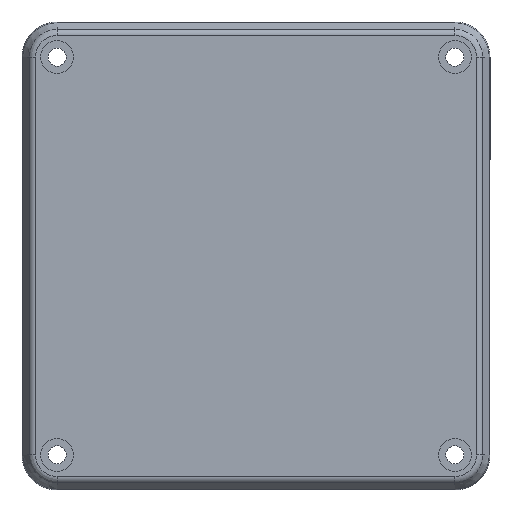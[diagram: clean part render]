
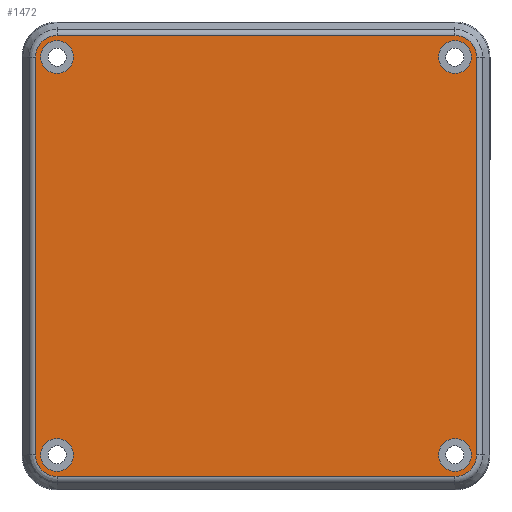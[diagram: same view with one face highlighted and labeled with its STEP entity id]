
A CAD part, front view. The second image highlights one B-rep face of the part: STEP entity #1472.
In plain terms, the highlighted planar face has unit normal (0, -1, 0).
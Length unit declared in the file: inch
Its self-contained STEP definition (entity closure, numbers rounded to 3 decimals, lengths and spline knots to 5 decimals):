
#97 = CARTESIAN_POINT ( 'NONE',  ( 2.125, -0.625, 1.95 ) ) ;
#162 = AXIS2_PLACEMENT_3D ( 'NONE', #3053, #2492, #3613 ) ;
#266 = DIRECTION ( 'NONE',  ( 0., 0., 1. ) ) ;
#285 = CARTESIAN_POINT ( 'NONE',  ( 2.125, -0.625, -2.125 ) ) ;
#289 = EDGE_CURVE ( 'NONE', #5841, #5901, #570, .T. ) ;
#452 = DIRECTION ( 'NONE',  ( 0., 0., -1. ) ) ;
#514 = PLANE ( 'NONE',  #5038 ) ;
#529 = EDGE_LOOP ( 'NONE', ( #2562 ) ) ;
#570 = LINE ( 'NONE', #3796, #6714 ) ;
#587 = CARTESIAN_POINT ( 'NONE',  ( 2.125, -0.625, -2.35566 ) ) ;
#677 = DIRECTION ( 'NONE',  ( 0., -1., 0. ) ) ;
#1051 = FACE_BOUND ( 'NONE', #2583, .T. ) ;
#1113 = DIRECTION ( 'NONE',  ( 0., 0., 1. ) ) ;
#1208 = VERTEX_POINT ( 'NONE', #97 ) ;
#1242 = CARTESIAN_POINT ( 'NONE',  ( 2.125, -0.625, -2.3 ) ) ;
#1282 = VERTEX_POINT ( 'NONE', #4595 ) ;
#1374 = DIRECTION ( 'NONE',  ( 0., 0., 1. ) ) ;
#1449 = DIRECTION ( 'NONE',  ( 0., 1., 0. ) ) ;
#1472 = ADVANCED_FACE ( 'NONE', ( #4155, #6419, #1051, #3203, #5375 ), #514, .F. ) ;
#1530 = AXIS2_PLACEMENT_3D ( 'NONE', #285, #677, #6657 ) ;
#1654 = CIRCLE ( 'NONE', #162, 0.23066 ) ;
#1768 = AXIS2_PLACEMENT_3D ( 'NONE', #2959, #6237, #1374 ) ;
#1779 = CIRCLE ( 'NONE', #6650, 0.175 ) ;
#1804 = VECTOR ( 'NONE', #5073, 39.37008 ) ;
#1862 = CARTESIAN_POINT ( 'NONE',  ( 2.125, -0.625, -2.35566 ) ) ;
#1918 = VERTEX_POINT ( 'NONE', #587 ) ;
#2038 = VERTEX_POINT ( 'NONE', #6923 ) ;
#2083 = ORIENTED_EDGE ( 'NONE', *, *, #2103, .T. ) ;
#2102 = DIRECTION ( 'NONE',  ( -1., 0., 0. ) ) ;
#2103 = EDGE_CURVE ( 'NONE', #3550, #2885, #2106, .T. ) ;
#2104 = AXIS2_PLACEMENT_3D ( 'NONE', #6117, #3480, #6083 ) ;
#2106 = CIRCLE ( 'NONE', #1768, 0.23066 ) ;
#2210 = CIRCLE ( 'NONE', #1530, 0.175 ) ;
#2374 = VERTEX_POINT ( 'NONE', #3322 ) ;
#2430 = ORIENTED_EDGE ( 'NONE', *, *, #5978, .T. ) ;
#2492 = DIRECTION ( 'NONE',  ( 0., -1., 0. ) ) ;
#2562 = ORIENTED_EDGE ( 'NONE', *, *, #5051, .F. ) ;
#2583 = EDGE_LOOP ( 'NONE', ( #4195 ) ) ;
#2587 = DIRECTION ( 'NONE',  ( 0., -1., 0. ) ) ;
#2589 = DIRECTION ( 'NONE',  ( 0., -1., 0. ) ) ;
#2763 = CARTESIAN_POINT ( 'NONE',  ( -2.35566, -0.625, 2.125 ) ) ;
#2807 = ORIENTED_EDGE ( 'NONE', *, *, #3812, .T. ) ;
#2885 = VERTEX_POINT ( 'NONE', #2763 ) ;
#2950 = ORIENTED_EDGE ( 'NONE', *, *, #3898, .F. ) ;
#2959 = CARTESIAN_POINT ( 'NONE',  ( -2.125, -0.625, 2.125 ) ) ;
#2974 = ORIENTED_EDGE ( 'NONE', *, *, #5101, .T. ) ;
#3023 = EDGE_CURVE ( 'NONE', #5901, #1282, #5218, .T. ) ;
#3053 = CARTESIAN_POINT ( 'NONE',  ( 2.125, -0.625, -2.125 ) ) ;
#3203 = FACE_BOUND ( 'NONE', #5287, .T. ) ;
#3250 = CARTESIAN_POINT ( 'NONE',  ( -2.125, -0.625, 2.35566 ) ) ;
#3285 = VERTEX_POINT ( 'NONE', #1242 ) ;
#3322 = CARTESIAN_POINT ( 'NONE',  ( -2.125, -0.625, 1.95 ) ) ;
#3326 = EDGE_CURVE ( 'NONE', #2038, #2038, #1779, .T. ) ;
#3438 = VECTOR ( 'NONE', #2102, 39.37008 ) ;
#3480 = DIRECTION ( 'NONE',  ( 0., -1., 0. ) ) ;
#3521 = EDGE_LOOP ( 'NONE', ( #2807, #2974, #4446, #6226, #6159, #4714, #2430, #2083 ) ) ;
#3550 = VERTEX_POINT ( 'NONE', #5761 ) ;
#3595 = DIRECTION ( 'NONE',  ( 0., 0., 1. ) ) ;
#3613 = DIRECTION ( 'NONE',  ( 0., 0., 1. ) ) ;
#3638 = CARTESIAN_POINT ( 'NONE',  ( -2.35566, -0.625, -2.125 ) ) ;
#3711 = CARTESIAN_POINT ( 'NONE',  ( 2.125, -0.625, 2.125 ) ) ;
#3744 = LINE ( 'NONE', #3250, #3438 ) ;
#3768 = AXIS2_PLACEMENT_3D ( 'NONE', #3711, #2587, #4165 ) ;
#3771 = DIRECTION ( 'NONE',  ( 0., -1., 0. ) ) ;
#3796 = CARTESIAN_POINT ( 'NONE',  ( 2.35566, -0.625, 2.125 ) ) ;
#3812 = EDGE_CURVE ( 'NONE', #2885, #5296, #5317, .T. ) ;
#3825 = CARTESIAN_POINT ( 'NONE',  ( -2.35566, -0.625, -2.125 ) ) ;
#3898 = EDGE_CURVE ( 'NONE', #2374, #2374, #4790, .T. ) ;
#3984 = CARTESIAN_POINT ( 'NONE',  ( -2.125, -0.625, -2.35566 ) ) ;
#4027 = EDGE_LOOP ( 'NONE', ( #5860 ) ) ;
#4155 = FACE_OUTER_BOUND ( 'NONE', #3521, .T. ) ;
#4165 = DIRECTION ( 'NONE',  ( 0., 0., -1. ) ) ;
#4195 = ORIENTED_EDGE ( 'NONE', *, *, #5438, .F. ) ;
#4440 = CARTESIAN_POINT ( 'NONE',  ( -2.125, -0.625, -2.125 ) ) ;
#4446 = ORIENTED_EDGE ( 'NONE', *, *, #6897, .T. ) ;
#4535 = AXIS2_PLACEMENT_3D ( 'NONE', #4553, #6239, #266 ) ;
#4553 = CARTESIAN_POINT ( 'NONE',  ( 2.125, -0.625, 2.125 ) ) ;
#4557 = VECTOR ( 'NONE', #452, 39.37008 ) ;
#4595 = CARTESIAN_POINT ( 'NONE',  ( 2.125, -0.625, 2.35566 ) ) ;
#4714 = ORIENTED_EDGE ( 'NONE', *, *, #3023, .T. ) ;
#4790 = CIRCLE ( 'NONE', #5360, 0.175 ) ;
#4836 = CARTESIAN_POINT ( 'NONE',  ( 0., -0.625, 0. ) ) ;
#5038 = AXIS2_PLACEMENT_3D ( 'NONE', #4836, #1449, #3595 ) ;
#5051 = EDGE_CURVE ( 'NONE', #3285, #3285, #2210, .T. ) ;
#5073 = DIRECTION ( 'NONE',  ( 1., 0., 0. ) ) ;
#5101 = EDGE_CURVE ( 'NONE', #5296, #6280, #6628, .T. ) ;
#5149 = EDGE_CURVE ( 'NONE', #1918, #5841, #1654, .T. ) ;
#5218 = CIRCLE ( 'NONE', #4535, 0.23066 ) ;
#5284 = DIRECTION ( 'NONE',  ( 0., 0., -1. ) ) ;
#5287 = EDGE_LOOP ( 'NONE', ( #2950 ) ) ;
#5296 = VERTEX_POINT ( 'NONE', #3825 ) ;
#5317 = LINE ( 'NONE', #3638, #4557 ) ;
#5360 = AXIS2_PLACEMENT_3D ( 'NONE', #7024, #2589, #5284 ) ;
#5375 = FACE_BOUND ( 'NONE', #4027, .T. ) ;
#5438 = EDGE_CURVE ( 'NONE', #1208, #1208, #6295, .T. ) ;
#5761 = CARTESIAN_POINT ( 'NONE',  ( -2.125, -0.625, 2.35566 ) ) ;
#5841 = VERTEX_POINT ( 'NONE', #6750 ) ;
#5859 = CARTESIAN_POINT ( 'NONE',  ( 2.35566, -0.625, 2.125 ) ) ;
#5860 = ORIENTED_EDGE ( 'NONE', *, *, #3326, .F. ) ;
#5901 = VERTEX_POINT ( 'NONE', #5859 ) ;
#5951 = DIRECTION ( 'NONE',  ( 0., 0., -1. ) ) ;
#5978 = EDGE_CURVE ( 'NONE', #1282, #3550, #3744, .T. ) ;
#6083 = DIRECTION ( 'NONE',  ( 0., 0., 1. ) ) ;
#6117 = CARTESIAN_POINT ( 'NONE',  ( -2.125, -0.625, -2.125 ) ) ;
#6159 = ORIENTED_EDGE ( 'NONE', *, *, #289, .T. ) ;
#6226 = ORIENTED_EDGE ( 'NONE', *, *, #5149, .T. ) ;
#6237 = DIRECTION ( 'NONE',  ( 0., -1., 0. ) ) ;
#6239 = DIRECTION ( 'NONE',  ( 0., -1., 0. ) ) ;
#6280 = VERTEX_POINT ( 'NONE', #3984 ) ;
#6295 = CIRCLE ( 'NONE', #3768, 0.175 ) ;
#6419 = FACE_BOUND ( 'NONE', #529, .T. ) ;
#6628 = CIRCLE ( 'NONE', #2104, 0.23066 ) ;
#6650 = AXIS2_PLACEMENT_3D ( 'NONE', #4440, #3771, #5951 ) ;
#6657 = DIRECTION ( 'NONE',  ( 0., 0., -1. ) ) ;
#6658 = LINE ( 'NONE', #1862, #1804 ) ;
#6714 = VECTOR ( 'NONE', #1113, 39.37008 ) ;
#6750 = CARTESIAN_POINT ( 'NONE',  ( 2.35566, -0.625, -2.125 ) ) ;
#6897 = EDGE_CURVE ( 'NONE', #6280, #1918, #6658, .T. ) ;
#6923 = CARTESIAN_POINT ( 'NONE',  ( -2.125, -0.625, -2.3 ) ) ;
#7024 = CARTESIAN_POINT ( 'NONE',  ( -2.125, -0.625, 2.125 ) ) ;
